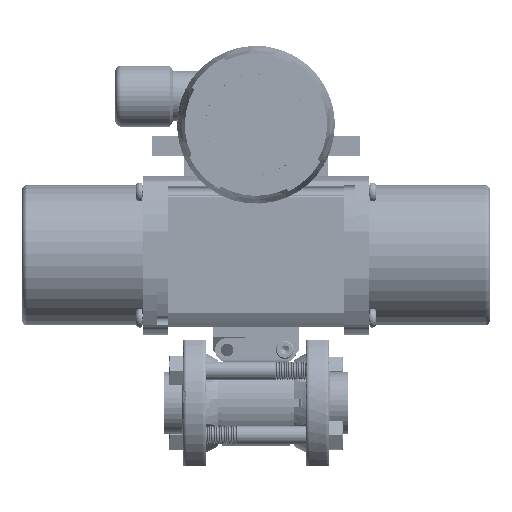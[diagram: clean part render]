
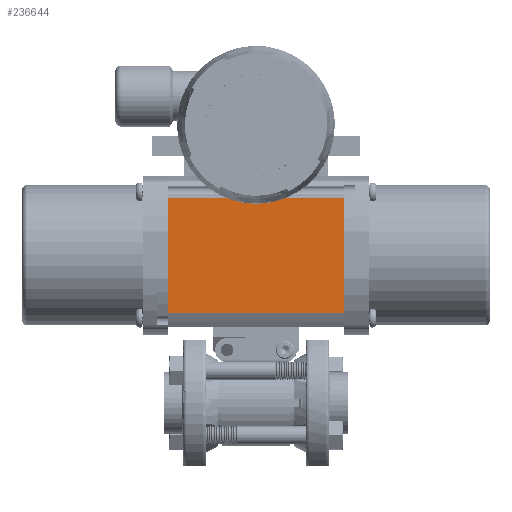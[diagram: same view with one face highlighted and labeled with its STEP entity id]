
A CAD part, top view. The second image highlights one B-rep face of the part: STEP entity #236644.
In plain terms, the highlighted planar face has unit normal (0, 0, 1).
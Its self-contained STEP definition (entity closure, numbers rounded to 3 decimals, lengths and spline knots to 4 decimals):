
#7504 = VECTOR ( 'NONE', #164756, 39.3701 ) ;
#10012 = DIRECTION ( 'NONE',  ( -1., 0., 0. ) ) ;
#23519 = DIRECTION ( 'NONE',  ( 0., -1., 0. ) ) ;
#30605 = CARTESIAN_POINT ( 'NONE',  ( -5.0403, 1.5679, 1.17 ) ) ;
#33289 = PLANE ( 'NONE',  #172787 ) ;
#37660 = VECTOR ( 'NONE', #10012, 39.3701 ) ;
#74037 = EDGE_LOOP ( 'NONE', ( #204652, #234964, #239035, #184570 ) ) ;
#75898 = CARTESIAN_POINT ( 'NONE',  ( -1.5275, 3.5694, 1.17 ) ) ;
#82150 = LINE ( 'NONE', #75898, #179243 ) ;
#86500 = VERTEX_POINT ( 'NONE', #190937 ) ;
#91857 = DIRECTION ( 'NONE',  ( 0., -1., 0. ) ) ;
#108013 = CARTESIAN_POINT ( 'NONE',  ( 1.5275, 1.5679, 1.17 ) ) ;
#108246 = CARTESIAN_POINT ( 'NONE',  ( -1.5275, 3.5621, 1.17 ) ) ;
#109168 = VECTOR ( 'NONE', #23519, 39.3701 ) ;
#111641 = EDGE_CURVE ( 'NONE', #86500, #210711, #200186, .T. ) ;
#140933 = LINE ( 'NONE', #165372, #37660 ) ;
#146113 = VERTEX_POINT ( 'NONE', #108246 ) ;
#146284 = EDGE_CURVE ( 'NONE', #251931, #146113, #82150, .T. ) ;
#153423 = EDGE_CURVE ( 'NONE', #251931, #210711, #247420, .T. ) ;
#159362 = CARTESIAN_POINT ( 'NONE',  ( 1.5275, 3.5694, 1.17 ) ) ;
#164756 = DIRECTION ( 'NONE',  ( 1., 0., 0. ) ) ;
#165372 = CARTESIAN_POINT ( 'NONE',  ( -5.0403, 3.5621, 1.17 ) ) ;
#168226 = CARTESIAN_POINT ( 'NONE',  ( -5.0403, 3.5694, 1.17 ) ) ;
#172787 = AXIS2_PLACEMENT_3D ( 'NONE', #168226, #208131, #91857 ) ;
#179243 = VECTOR ( 'NONE', #211653, 39.3701 ) ;
#179954 = CARTESIAN_POINT ( 'NONE',  ( -1.5275, 1.5679, 1.17 ) ) ;
#184570 = ORIENTED_EDGE ( 'NONE', *, *, #153423, .T. ) ;
#190937 = CARTESIAN_POINT ( 'NONE',  ( 1.5275, 3.5621, 1.17 ) ) ;
#200186 = LINE ( 'NONE', #159362, #109168 ) ;
#204652 = ORIENTED_EDGE ( 'NONE', *, *, #111641, .F. ) ;
#208131 = DIRECTION ( 'NONE',  ( 0., 0., -1. ) ) ;
#210711 = VERTEX_POINT ( 'NONE', #108013 ) ;
#211338 = EDGE_CURVE ( 'NONE', #86500, #146113, #140933, .T. ) ;
#211653 = DIRECTION ( 'NONE',  ( 0., 1., 0. ) ) ;
#234964 = ORIENTED_EDGE ( 'NONE', *, *, #211338, .T. ) ;
#236644 = ADVANCED_FACE ( 'NONE', ( #238903 ), #33289, .F. ) ;
#238903 = FACE_OUTER_BOUND ( 'NONE', #74037, .T. ) ;
#239035 = ORIENTED_EDGE ( 'NONE', *, *, #146284, .F. ) ;
#247420 = LINE ( 'NONE', #30605, #7504 ) ;
#251931 = VERTEX_POINT ( 'NONE', #179954 ) ;
